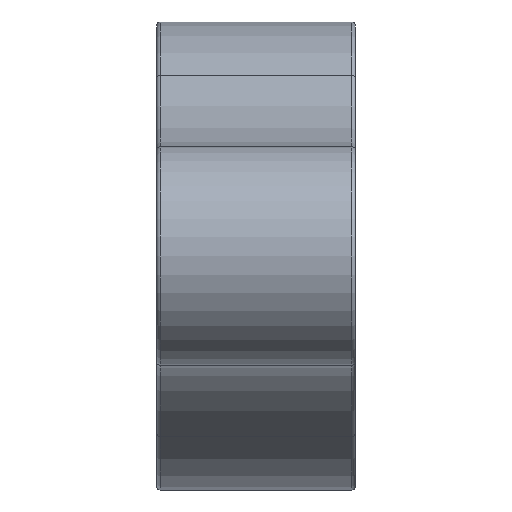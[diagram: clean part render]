
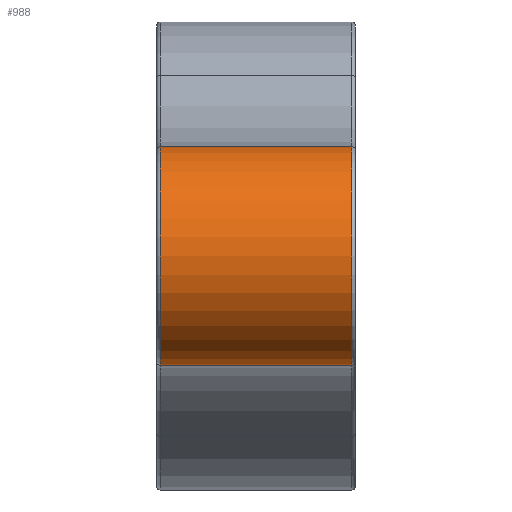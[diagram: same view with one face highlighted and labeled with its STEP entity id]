
A CAD part, left-side view. The second image highlights one B-rep face of the part: STEP entity #988.
In plain terms, the highlighted cylindrical face has radius 14 mm (diameter 28 mm), a partial arc.
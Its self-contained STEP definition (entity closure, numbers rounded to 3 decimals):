
#12 = ORIENTED_EDGE ( 'NONE', *, *, #2029, .T. ) ;
#134 = CARTESIAN_POINT ( 'NONE',  ( -45.25, 12.25, 0. ) ) ;
#163 = VERTEX_POINT ( 'NONE', #2369 ) ;
#242 = LINE ( 'NONE', #1097, #2219 ) ;
#452 = EDGE_CURVE ( 'NONE', #163, #1310, #3284, .T. ) ;
#485 = DIRECTION ( 'NONE',  ( 0., -1., 0. ) ) ;
#589 = FACE_OUTER_BOUND ( 'NONE', #1938, .T. ) ;
#615 = CARTESIAN_POINT ( 'NONE',  ( -45.25, -12.25, 0. ) ) ;
#626 = CARTESIAN_POINT ( 'NONE',  ( -45.25, -12.25, 14. ) ) ;
#678 = EDGE_CURVE ( 'NONE', #1149, #1310, #2694, .T. ) ;
#988 = ADVANCED_FACE ( 'NONE', ( #589 ), #2772, .T. ) ;
#1031 = DIRECTION ( 'NONE',  ( 0., -1., 0. ) ) ;
#1067 = ORIENTED_EDGE ( 'NONE', *, *, #452, .F. ) ;
#1097 = CARTESIAN_POINT ( 'NONE',  ( -45.25, 12.75, -14. ) ) ;
#1149 = VERTEX_POINT ( 'NONE', #2285 ) ;
#1310 = VERTEX_POINT ( 'NONE', #626 ) ;
#1554 = VECTOR ( 'NONE', #1031, 1000. ) ;
#1643 = DIRECTION ( 'NONE',  ( 0., 0., -1. ) ) ;
#1886 = DIRECTION ( 'NONE',  ( 0., 1., 0. ) ) ;
#1888 = VERTEX_POINT ( 'NONE', #2348 ) ;
#1938 = EDGE_LOOP ( 'NONE', ( #1067, #3221, #12, #3272 ) ) ;
#1986 = AXIS2_PLACEMENT_3D ( 'NONE', #3073, #485, #2026 ) ;
#2026 = DIRECTION ( 'NONE',  ( 0., 0., -1. ) ) ;
#2029 = EDGE_CURVE ( 'NONE', #1888, #1149, #242, .T. ) ;
#2219 = VECTOR ( 'NONE', #2896, 1000. ) ;
#2285 = CARTESIAN_POINT ( 'NONE',  ( -45.25, -12.25, -14. ) ) ;
#2348 = CARTESIAN_POINT ( 'NONE',  ( -45.25, 12.25, -14. ) ) ;
#2369 = CARTESIAN_POINT ( 'NONE',  ( -45.25, 12.25, 14. ) ) ;
#2460 = EDGE_CURVE ( 'NONE', #163, #1888, #2710, .T. ) ;
#2481 = DIRECTION ( 'NONE',  ( 0., -1., 0. ) ) ;
#2694 = CIRCLE ( 'NONE', #3157, 14. ) ;
#2710 = CIRCLE ( 'NONE', #2967, 14. ) ;
#2772 = CYLINDRICAL_SURFACE ( 'NONE', #1986, 14. ) ;
#2896 = DIRECTION ( 'NONE',  ( 0., -1., 0. ) ) ;
#2967 = AXIS2_PLACEMENT_3D ( 'NONE', #134, #2481, #3259 ) ;
#3073 = CARTESIAN_POINT ( 'NONE',  ( -45.25, 12.75, 0. ) ) ;
#3157 = AXIS2_PLACEMENT_3D ( 'NONE', #615, #1886, #1643 ) ;
#3221 = ORIENTED_EDGE ( 'NONE', *, *, #2460, .T. ) ;
#3259 = DIRECTION ( 'NONE',  ( 0., 0., -1. ) ) ;
#3268 = CARTESIAN_POINT ( 'NONE',  ( -45.25, 12.75, 14. ) ) ;
#3272 = ORIENTED_EDGE ( 'NONE', *, *, #678, .T. ) ;
#3284 = LINE ( 'NONE', #3268, #1554 ) ;
